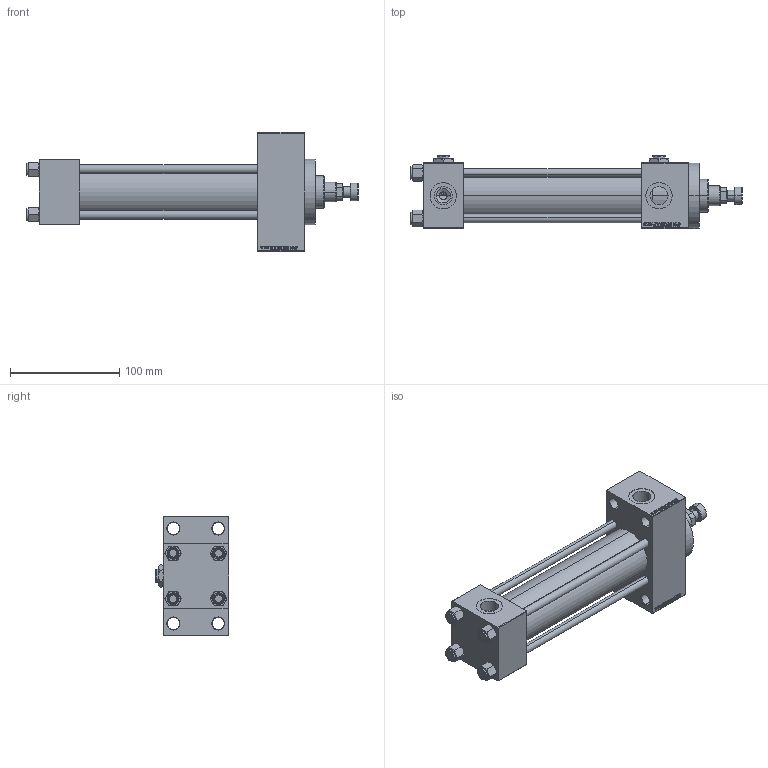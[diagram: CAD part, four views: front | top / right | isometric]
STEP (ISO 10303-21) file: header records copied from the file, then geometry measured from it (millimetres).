
FILE_DESCRIPTION (( 'STEP AP203' ), '1' );
FILE_NAME ('6085.STEP', '2025-04-16T10:25:58', ( '' ), ( '' ), 'SwSTEP 2.0', 'SolidWorks 2019', '' );
FILE_SCHEMA (( 'CONFIG_CONTROL_DESIGN' ));
Length unit declared in the file: millimetre
Products named in the file (8): V215CR_ROD_END_W 95f9cb5862a5911a0cd2ecaa4eea7fe2; Zatka_pro_OIL_PORT 95f9cb5862a5911a0cd2ecaa4eea7fe2; V215_VC_A 95f9cb5862a5911a0cd2ecaa4eea7fe2; V215CR_D_Body 95f9cb5862a5911a0cd2ecaa4eea7fe2; 6085; V215CR_D_TYCINKA 95f9cb5862a5911a0cd2ecaa4eea7fe2; NUT_M5_D 95f9cb5862a5911a0cd2ecaa4eea7fe2; V215CR_VCP_D 95f9cb5862a5911a0cd2ecaa4eea7fe2
Assembly tree (14 placements, depth 2):
  6085
    V215CR_D_Body 95f9cb5862a5911a0cd2ecaa4eea7fe2
    V215CR_VCP_D 95f9cb5862a5911a0cd2ecaa4eea7fe2
    NUT_M5_D 95f9cb5862a5911a0cd2ecaa4eea7fe2  x4
    V215CR_D_TYCINKA 95f9cb5862a5911a0cd2ecaa4eea7fe2  x4
    V215_VC_A 95f9cb5862a5911a0cd2ecaa4eea7fe2
    V215CR_ROD_END_W 95f9cb5862a5911a0cd2ecaa4eea7fe2
    Zatka_pro_OIL_PORT 95f9cb5862a5911a0cd2ecaa4eea7fe2  x2
Bounding box: 304 x 67 x 109 mm (x, y, z)
Volume: 602676.5 mm3; surface area: 171030 mm2
Topology: 14 solids, 14 shells, 1218 faces, 3014 edges, 1940 vertices
Faces by surface type: plane 549, bspline 368, cone 186, cylinder 103, torus 12
Entity records: 49743 total; most frequent: CARTESIAN_POINT 25759, ORIENTED_EDGE 5328, DIRECTION 3524, EDGE_CURVE 2664, VERTEX_POINT 1738, LINE 1560, VECTOR 1560, EDGE_LOOP 1194
